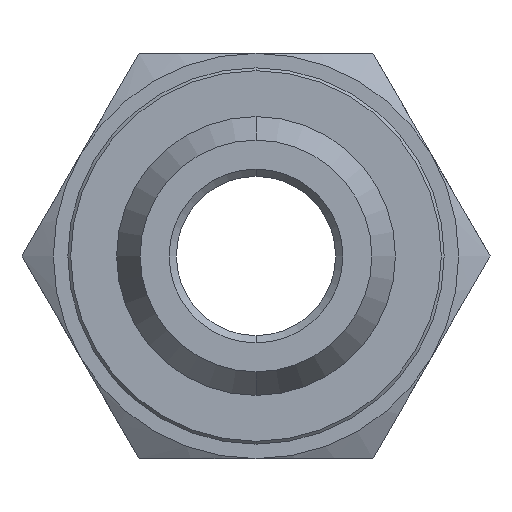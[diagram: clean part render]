
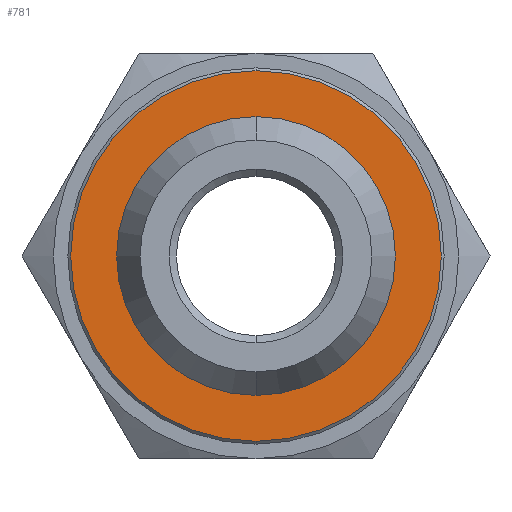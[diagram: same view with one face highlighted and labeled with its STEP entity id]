
A CAD part, front view. The second image highlights one B-rep face of the part: STEP entity #781.
In plain terms, the highlighted planar face has unit normal (0, -1, 0).
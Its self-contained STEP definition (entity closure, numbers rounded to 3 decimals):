
#18 = CIRCLE ( 'NONE', #979, 4.815 ) ;
#22 = DIRECTION ( 'NONE',  ( 0., 0., -1. ) ) ;
#34 = DIRECTION ( 'NONE',  ( 0., -1., 0. ) ) ;
#36 = CARTESIAN_POINT ( 'NONE',  ( 0., 6., 0. ) ) ;
#53 = CARTESIAN_POINT ( 'NONE',  ( 0., 6., 0. ) ) ;
#57 = EDGE_CURVE ( 'NONE', #561, #488, #99, .T. ) ;
#61 = DIRECTION ( 'NONE',  ( 0., -1., 0. ) ) ;
#99 = CIRCLE ( 'NONE', #1078, 4.815 ) ;
#109 = EDGE_LOOP ( 'NONE', ( #330, #247 ) ) ;
#113 = EDGE_LOOP ( 'NONE', ( #1086, #438 ) ) ;
#161 = CIRCLE ( 'NONE', #223, 6.4 ) ;
#210 = CARTESIAN_POINT ( 'NONE',  ( 0., 6., -4.815 ) ) ;
#216 = EDGE_CURVE ( 'NONE', #380, #742, #161, .T. ) ;
#223 = AXIS2_PLACEMENT_3D ( 'NONE', #36, #34, #22 ) ;
#247 = ORIENTED_EDGE ( 'NONE', *, *, #874, .T. ) ;
#330 = ORIENTED_EDGE ( 'NONE', *, *, #216, .T. ) ;
#349 = DIRECTION ( 'NONE',  ( 0., 0., -1. ) ) ;
#351 = DIRECTION ( 'NONE',  ( 0., 0., -1. ) ) ;
#380 = VERTEX_POINT ( 'NONE', #981 ) ;
#438 = ORIENTED_EDGE ( 'NONE', *, *, #57, .F. ) ;
#457 = CARTESIAN_POINT ( 'NONE',  ( 0., 6., 4.815 ) ) ;
#488 = VERTEX_POINT ( 'NONE', #210 ) ;
#561 = VERTEX_POINT ( 'NONE', #457 ) ;
#610 = AXIS2_PLACEMENT_3D ( 'NONE', #978, #61, #774 ) ;
#634 = PLANE ( 'NONE',  #702 ) ;
#641 = DIRECTION ( 'NONE',  ( 0., 0., -1. ) ) ;
#687 = EDGE_CURVE ( 'NONE', #488, #561, #18, .T. ) ;
#702 = AXIS2_PLACEMENT_3D ( 'NONE', #916, #954, #349 ) ;
#742 = VERTEX_POINT ( 'NONE', #823 ) ;
#774 = DIRECTION ( 'NONE',  ( 0., 0., -1. ) ) ;
#781 = ADVANCED_FACE ( 'NONE', ( #1027, #798 ), #634, .T. ) ;
#798 = FACE_BOUND ( 'NONE', #113, .T. ) ;
#823 = CARTESIAN_POINT ( 'NONE',  ( 0., 6., -6.4 ) ) ;
#874 = EDGE_CURVE ( 'NONE', #742, #380, #1187, .T. ) ;
#916 = CARTESIAN_POINT ( 'NONE',  ( 6.5, 6., 0. ) ) ;
#954 = DIRECTION ( 'NONE',  ( 0., -1., 0. ) ) ;
#978 = CARTESIAN_POINT ( 'NONE',  ( 0., 6., 0. ) ) ;
#979 = AXIS2_PLACEMENT_3D ( 'NONE', #53, #1161, #641 ) ;
#981 = CARTESIAN_POINT ( 'NONE',  ( 0., 6., 6.4 ) ) ;
#1027 = FACE_OUTER_BOUND ( 'NONE', #109, .T. ) ;
#1078 = AXIS2_PLACEMENT_3D ( 'NONE', #1108, #1152, #351 ) ;
#1086 = ORIENTED_EDGE ( 'NONE', *, *, #687, .F. ) ;
#1108 = CARTESIAN_POINT ( 'NONE',  ( 0., 6., 0. ) ) ;
#1152 = DIRECTION ( 'NONE',  ( 0., -1., 0. ) ) ;
#1161 = DIRECTION ( 'NONE',  ( 0., -1., 0. ) ) ;
#1187 = CIRCLE ( 'NONE', #610, 6.4 ) ;
